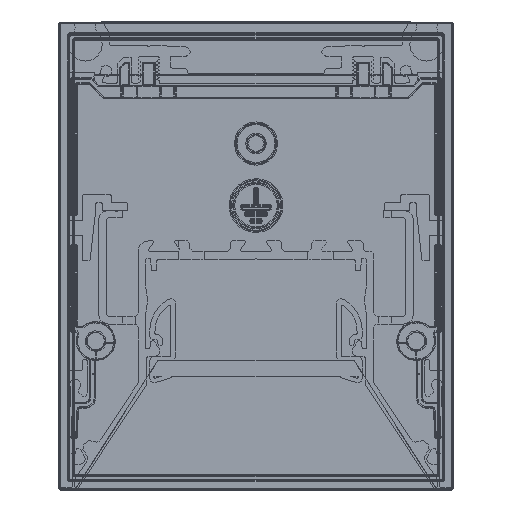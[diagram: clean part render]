
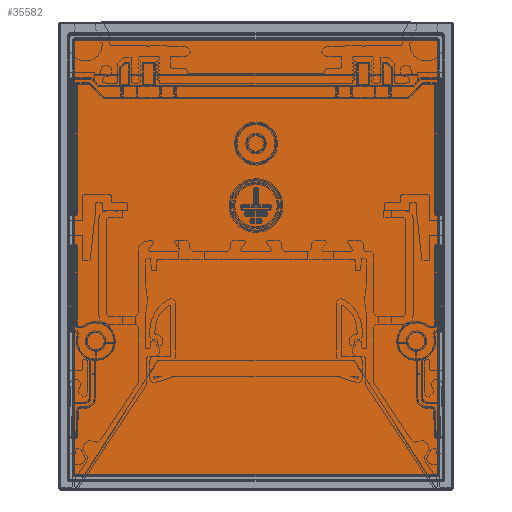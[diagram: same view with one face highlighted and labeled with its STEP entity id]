
A CAD part, front view. The second image highlights one B-rep face of the part: STEP entity #35582.
In plain terms, the highlighted planar face has unit normal (0, -1, 0).
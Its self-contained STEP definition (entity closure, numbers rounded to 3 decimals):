
#1760=PLANE('',#39411);
#3457=FACE_OUTER_BOUND('',#5585,.T.);
#5585=EDGE_LOOP('',(#30219,#30220,#30221,#30222,#30223,#30224,#30225,#30226));
#8084=LINE('',#64393,#10838);
#8343=LINE('',#67399,#11097);
#8345=LINE('',#67436,#11099);
#8347=LINE('',#67469,#11101);
#10838=VECTOR('',#47510,10.);
#11097=VECTOR('',#48699,10.);
#11099=VECTOR('',#48713,10.);
#11101=VECTOR('',#48723,10.);
#13179=CIRCLE('',#38928,0.001);
#13184=CIRCLE('',#38934,0.001);
#13399=CIRCLE('',#39401,0.001);
#13403=CIRCLE('',#39406,0.001);
#16214=VERTEX_POINT('',#64381);
#16216=VERTEX_POINT('',#64384);
#16218=VERTEX_POINT('',#64390);
#16220=VERTEX_POINT('',#64420);
#16529=VERTEX_POINT('',#67398);
#16530=VERTEX_POINT('',#67426);
#16532=VERTEX_POINT('',#67432);
#16534=VERTEX_POINT('',#67462);
#20704=EDGE_CURVE('',#16216,#16214,#13179,.T.);
#20708=EDGE_CURVE('',#16214,#16218,#8084,.T.);
#20711=EDGE_CURVE('',#16218,#16220,#13184,.T.);
#21292=EDGE_CURVE('',#16216,#16529,#8343,.T.);
#21296=EDGE_CURVE('',#16529,#16530,#13399,.T.);
#21299=EDGE_CURVE('',#16530,#16532,#8345,.T.);
#21302=EDGE_CURVE('',#16532,#16534,#13403,.T.);
#21304=EDGE_CURVE('',#16534,#16220,#8347,.T.);
#30219=ORIENTED_EDGE('',*,*,#21304,.F.);
#30220=ORIENTED_EDGE('',*,*,#21302,.F.);
#30221=ORIENTED_EDGE('',*,*,#21299,.F.);
#30222=ORIENTED_EDGE('',*,*,#21296,.F.);
#30223=ORIENTED_EDGE('',*,*,#21292,.F.);
#30224=ORIENTED_EDGE('',*,*,#20704,.T.);
#30225=ORIENTED_EDGE('',*,*,#20708,.T.);
#30226=ORIENTED_EDGE('',*,*,#20711,.T.);
#35582=ADVANCED_FACE('',(#3457),#1760,.F.);
#38928=AXIS2_PLACEMENT_3D('',#64385,#47500,#47501);
#38934=AXIS2_PLACEMENT_3D('',#64423,#47514,#47515);
#39401=AXIS2_PLACEMENT_3D('',#67430,#48706,#48707);
#39406=AXIS2_PLACEMENT_3D('',#67466,#48718,#48719);
#39411=AXIS2_PLACEMENT_3D('',#67476,#48733,#48734);
#47500=DIRECTION('center_axis',(0.,-1.,0.));
#47501=DIRECTION('ref_axis',(0.707,0.,-0.707));
#47510=DIRECTION('',(0.,0.,1.));
#47514=DIRECTION('center_axis',(0.,-1.,0.));
#47515=DIRECTION('ref_axis',(0.707,0.,0.707));
#48699=DIRECTION('',(-1.,0.,0.));
#48706=DIRECTION('center_axis',(0.,1.,0.));
#48707=DIRECTION('ref_axis',(-0.707,0.,-0.707));
#48713=DIRECTION('',(0.,0.,1.));
#48718=DIRECTION('center_axis',(0.,1.,0.));
#48719=DIRECTION('ref_axis',(-0.707,0.,0.707));
#48723=DIRECTION('',(1.,0.,0.));
#48733=DIRECTION('center_axis',(0.,1.,0.));
#48734=DIRECTION('ref_axis',(1.,0.,0.));
#64381=CARTESIAN_POINT('',(35.008,-1689.5,-77.507));
#64384=CARTESIAN_POINT('',(35.007,-1689.5,-77.508));
#64385=CARTESIAN_POINT('Origin',(35.007,-1689.5,-77.507));
#64390=CARTESIAN_POINT('',(35.008,-1689.5,6.507));
#64393=CARTESIAN_POINT('',(35.008,-1689.5,-14.4));
#64420=CARTESIAN_POINT('',(35.007,-1689.5,6.508));
#64423=CARTESIAN_POINT('Origin',(35.007,-1689.5,6.507));
#67398=CARTESIAN_POINT('',(-35.007,-1689.5,-77.508));
#67399=CARTESIAN_POINT('',(-17.6,-1689.5,-77.508));
#67426=CARTESIAN_POINT('',(-35.008,-1689.5,-77.507));
#67430=CARTESIAN_POINT('Origin',(-35.007,-1689.5,-77.507));
#67432=CARTESIAN_POINT('',(-35.008,-1689.5,6.507));
#67436=CARTESIAN_POINT('',(-35.008,-1689.5,-14.4));
#67462=CARTESIAN_POINT('',(-35.007,-1689.5,6.508));
#67466=CARTESIAN_POINT('Origin',(-35.007,-1689.5,6.507));
#67469=CARTESIAN_POINT('',(17.6,-1689.5,6.508));
#67476=CARTESIAN_POINT('Origin',(0.,-1689.5,-35.5));
